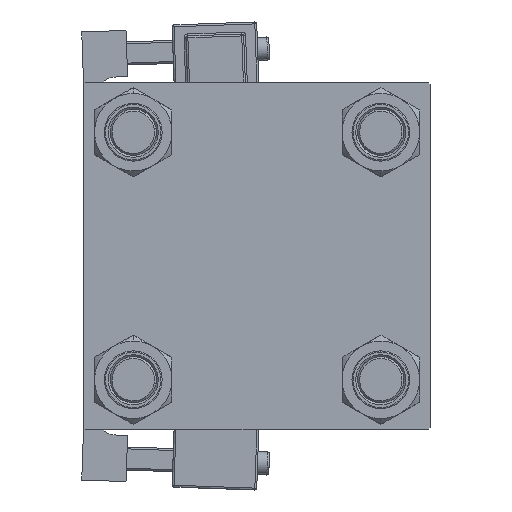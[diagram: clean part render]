
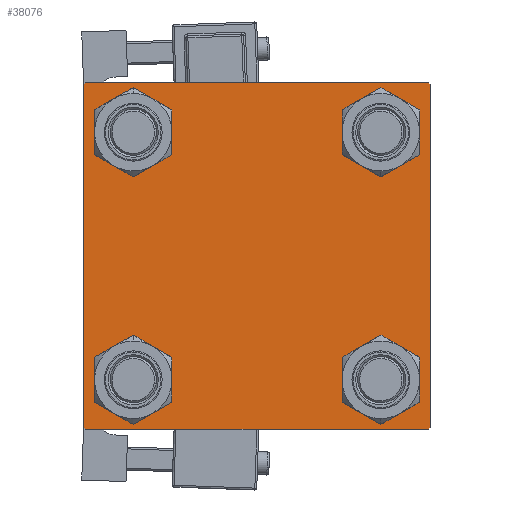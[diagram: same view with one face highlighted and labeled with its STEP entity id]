
A CAD part, left-side view. The second image highlights one B-rep face of the part: STEP entity #38076.
In plain terms, the highlighted planar face has unit normal (-1, 0, 0).
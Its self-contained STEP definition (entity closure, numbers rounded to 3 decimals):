
#572 = EDGE_CURVE ( 'NONE', #23356, #20914, #53142, .T. ) ;
#662 = VERTEX_POINT ( 'NONE', #49310 ) ;
#891 = CIRCLE ( 'NONE', #34981, 6.5 ) ;
#898 = CIRCLE ( 'NONE', #29733, 6.5 ) ;
#1047 = ORIENTED_EDGE ( 'NONE', *, *, #22690, .T. ) ;
#1526 = AXIS2_PLACEMENT_3D ( 'NONE', #16381, #33059, #33582 ) ;
#1785 = VERTEX_POINT ( 'NONE', #25492 ) ;
#1957 = AXIS2_PLACEMENT_3D ( 'NONE', #16482, #24428, #20327 ) ;
#2314 = CARTESIAN_POINT ( 'NONE',  ( 0., 45., 45. ) ) ;
#2557 = CARTESIAN_POINT ( 'NONE',  ( 0., 44.75, 44.75 ) ) ;
#2627 = CIRCLE ( 'NONE', #43677, 6.5 ) ;
#2743 = EDGE_CURVE ( 'NONE', #49474, #51552, #52960, .T. ) ;
#3481 = ORIENTED_EDGE ( 'NONE', *, *, #33856, .T. ) ;
#3784 = PLANE ( 'NONE',  #1526 ) ;
#4372 = VECTOR ( 'NONE', #15603, 1000. ) ;
#4406 = EDGE_LOOP ( 'NONE', ( #40944, #3481 ) ) ;
#4578 = ORIENTED_EDGE ( 'NONE', *, *, #29392, .T. ) ;
#4831 = DIRECTION ( 'NONE',  ( 1., 0., 0. ) ) ;
#4982 = EDGE_LOOP ( 'NONE', ( #26232, #13643 ) ) ;
#5141 = DIRECTION ( 'NONE',  ( 0., 0., 1. ) ) ;
#5432 = CARTESIAN_POINT ( 'NONE',  ( 0., 44.5, 45. ) ) ;
#6321 = ORIENTED_EDGE ( 'NONE', *, *, #44206, .T. ) ;
#6484 = CARTESIAN_POINT ( 'NONE',  ( 0., -44.5, 45. ) ) ;
#6917 = VERTEX_POINT ( 'NONE', #19690 ) ;
#7295 = ORIENTED_EDGE ( 'NONE', *, *, #48217, .T. ) ;
#7336 = CARTESIAN_POINT ( 'NONE',  ( 0., 32.15, 38.65 ) ) ;
#7869 = CARTESIAN_POINT ( 'NONE',  ( 0., -45., 45. ) ) ;
#7896 = FACE_BOUND ( 'NONE', #4406, .T. ) ;
#8093 = CIRCLE ( 'NONE', #15998, 6.5 ) ;
#8225 = CARTESIAN_POINT ( 'NONE',  ( 0., 32.15, 25.65 ) ) ;
#10361 = ORIENTED_EDGE ( 'NONE', *, *, #29103, .F. ) ;
#11285 = CARTESIAN_POINT ( 'NONE',  ( 0., 44.5, -45. ) ) ;
#12199 = ORIENTED_EDGE ( 'NONE', *, *, #17066, .T. ) ;
#12335 = DIRECTION ( 'NONE',  ( 1., 0., 0. ) ) ;
#13073 = CARTESIAN_POINT ( 'NONE',  ( 0., 32.15, -25.65 ) ) ;
#13643 = ORIENTED_EDGE ( 'NONE', *, *, #26210, .T. ) ;
#14212 = CARTESIAN_POINT ( 'NONE',  ( 0., 32.15, 32.15 ) ) ;
#14953 = AXIS2_PLACEMENT_3D ( 'NONE', #37849, #29658, #38107 ) ;
#15304 = LINE ( 'NONE', #31971, #49677 ) ;
#15603 = DIRECTION ( 'NONE',  ( 0., -0.707, 0.707 ) ) ;
#15733 = DIRECTION ( 'NONE',  ( 0., -0.707, -0.707 ) ) ;
#15998 = AXIS2_PLACEMENT_3D ( 'NONE', #34902, #4831, #17441 ) ;
#16381 = CARTESIAN_POINT ( 'NONE',  ( 0., 0., 0. ) ) ;
#16482 = CARTESIAN_POINT ( 'NONE',  ( 0., -32.15, -32.15 ) ) ;
#16653 = FACE_BOUND ( 'NONE', #17017, .T. ) ;
#17017 = EDGE_LOOP ( 'NONE', ( #7295, #6321 ) ) ;
#17066 = EDGE_CURVE ( 'NONE', #27732, #45087, #43869, .T. ) ;
#17441 = DIRECTION ( 'NONE',  ( 0., 0., 1. ) ) ;
#17562 = EDGE_CURVE ( 'NONE', #37170, #6917, #38997, .T. ) ;
#18246 = VERTEX_POINT ( 'NONE', #40260 ) ;
#18445 = LINE ( 'NONE', #2557, #49648 ) ;
#18746 = CARTESIAN_POINT ( 'NONE',  ( 0., -44.75, 44.75 ) ) ;
#19215 = VECTOR ( 'NONE', #21042, 1000. ) ;
#19690 = CARTESIAN_POINT ( 'NONE',  ( 0., 32.15, -38.65 ) ) ;
#19935 = VERTEX_POINT ( 'NONE', #37805 ) ;
#20327 = DIRECTION ( 'NONE',  ( 0., 0., 1. ) ) ;
#20914 = VERTEX_POINT ( 'NONE', #11285 ) ;
#21042 = DIRECTION ( 'NONE',  ( 0., -1., 0. ) ) ;
#21320 = VERTEX_POINT ( 'NONE', #5432 ) ;
#21446 = EDGE_CURVE ( 'NONE', #27732, #1785, #28928, .T. ) ;
#22690 = EDGE_CURVE ( 'NONE', #21320, #18246, #18445, .T. ) ;
#22816 = VERTEX_POINT ( 'NONE', #32640 ) ;
#23356 = VERTEX_POINT ( 'NONE', #33373 ) ;
#23555 = CARTESIAN_POINT ( 'NONE',  ( 0., 32.15, 32.15 ) ) ;
#23668 = DIRECTION ( 'NONE',  ( 0., -1., 0. ) ) ;
#24428 = DIRECTION ( 'NONE',  ( 1., 0., 0. ) ) ;
#24599 = FACE_OUTER_BOUND ( 'NONE', #42095, .T. ) ;
#24627 = ORIENTED_EDGE ( 'NONE', *, *, #25426, .T. ) ;
#24633 = ORIENTED_EDGE ( 'NONE', *, *, #44443, .T. ) ;
#25426 = EDGE_CURVE ( 'NONE', #20914, #662, #45365, .T. ) ;
#25492 = CARTESIAN_POINT ( 'NONE',  ( 0., -45., -44.5 ) ) ;
#25689 = CARTESIAN_POINT ( 'NONE',  ( 0., 45., -45. ) ) ;
#26210 = EDGE_CURVE ( 'NONE', #51552, #49474, #898, .T. ) ;
#26232 = ORIENTED_EDGE ( 'NONE', *, *, #2743, .T. ) ;
#26266 = CIRCLE ( 'NONE', #14953, 6.5 ) ;
#26523 = DIRECTION ( 'NONE',  ( 1., 0., 0. ) ) ;
#27091 = EDGE_CURVE ( 'NONE', #19935, #29060, #26266, .T. ) ;
#27459 = DIRECTION ( 'NONE',  ( 0., 0.707, -0.707 ) ) ;
#27732 = VERTEX_POINT ( 'NONE', #37149 ) ;
#28928 = LINE ( 'NONE', #7869, #53973 ) ;
#28931 = ORIENTED_EDGE ( 'NONE', *, *, #21446, .F. ) ;
#29060 = VERTEX_POINT ( 'NONE', #47677 ) ;
#29103 = EDGE_CURVE ( 'NONE', #21320, #45087, #43871, .T. ) ;
#29392 = EDGE_CURVE ( 'NONE', #662, #1785, #31999, .T. ) ;
#29515 = ORIENTED_EDGE ( 'NONE', *, *, #572, .T. ) ;
#29658 = DIRECTION ( 'NONE',  ( 1., 0., 0. ) ) ;
#29733 = AXIS2_PLACEMENT_3D ( 'NONE', #23555, #40470, #49463 ) ;
#30283 = AXIS2_PLACEMENT_3D ( 'NONE', #33874, #47224, #5141 ) ;
#30922 = DIRECTION ( 'NONE',  ( 0., 0., 1. ) ) ;
#31330 = ORIENTED_EDGE ( 'NONE', *, *, #17562, .T. ) ;
#31971 = CARTESIAN_POINT ( 'NONE',  ( 0., 45., 45. ) ) ;
#31999 = LINE ( 'NONE', #32544, #4372 ) ;
#32544 = CARTESIAN_POINT ( 'NONE',  ( 0., -44.75, -44.75 ) ) ;
#32640 = CARTESIAN_POINT ( 'NONE',  ( 0., -32.15, 38.65 ) ) ;
#33059 = DIRECTION ( 'NONE',  ( -1., 0., 0. ) ) ;
#33327 = FACE_BOUND ( 'NONE', #44043, .T. ) ;
#33373 = CARTESIAN_POINT ( 'NONE',  ( 0., 45., -44.5 ) ) ;
#33582 = DIRECTION ( 'NONE',  ( 0., 0., 1. ) ) ;
#33778 = AXIS2_PLACEMENT_3D ( 'NONE', #14212, #26523, #35801 ) ;
#33856 = EDGE_CURVE ( 'NONE', #29060, #19935, #36907, .T. ) ;
#33874 = CARTESIAN_POINT ( 'NONE',  ( 0., 32.15, -32.15 ) ) ;
#34482 = CARTESIAN_POINT ( 'NONE',  ( 0., -32.15, 32.15 ) ) ;
#34902 = CARTESIAN_POINT ( 'NONE',  ( 0., 32.15, -32.15 ) ) ;
#34981 = AXIS2_PLACEMENT_3D ( 'NONE', #34482, #51671, #30922 ) ;
#35801 = DIRECTION ( 'NONE',  ( 0., 0., 1. ) ) ;
#36907 = CIRCLE ( 'NONE', #1957, 6.5 ) ;
#37149 = CARTESIAN_POINT ( 'NONE',  ( 0., -45., 44.5 ) ) ;
#37170 = VERTEX_POINT ( 'NONE', #13073 ) ;
#37805 = CARTESIAN_POINT ( 'NONE',  ( 0., -32.15, -25.65 ) ) ;
#37849 = CARTESIAN_POINT ( 'NONE',  ( 0., -32.15, -32.15 ) ) ;
#38076 = ADVANCED_FACE ( 'NONE', ( #16653, #7896, #33327, #53790, #24599 ), #3784, .T. ) ;
#38107 = DIRECTION ( 'NONE',  ( 0., 0., 1. ) ) ;
#38997 = CIRCLE ( 'NONE', #30283, 6.5 ) ;
#39001 = VERTEX_POINT ( 'NONE', #44235 ) ;
#40260 = CARTESIAN_POINT ( 'NONE',  ( 0., 45., 44.5 ) ) ;
#40470 = DIRECTION ( 'NONE',  ( 1., 0., 0. ) ) ;
#40944 = ORIENTED_EDGE ( 'NONE', *, *, #27091, .T. ) ;
#42095 = EDGE_LOOP ( 'NONE', ( #24633, #29515, #24627, #4578, #28931, #12199, #10361, #1047 ) ) ;
#42426 = VECTOR ( 'NONE', #15733, 1000. ) ;
#43677 = AXIS2_PLACEMENT_3D ( 'NONE', #53847, #12335, #45652 ) ;
#43869 = LINE ( 'NONE', #18746, #52925 ) ;
#43871 = LINE ( 'NONE', #2314, #48908 ) ;
#43921 = ORIENTED_EDGE ( 'NONE', *, *, #52792, .T. ) ;
#44043 = EDGE_LOOP ( 'NONE', ( #31330, #43921 ) ) ;
#44206 = EDGE_CURVE ( 'NONE', #39001, #22816, #2627, .T. ) ;
#44235 = CARTESIAN_POINT ( 'NONE',  ( 0., -32.15, 25.65 ) ) ;
#44443 = EDGE_CURVE ( 'NONE', #18246, #23356, #15304, .T. ) ;
#45087 = VERTEX_POINT ( 'NONE', #6484 ) ;
#45365 = LINE ( 'NONE', #25689, #19215 ) ;
#45575 = DIRECTION ( 'NONE',  ( 0., 0., -1. ) ) ;
#45652 = DIRECTION ( 'NONE',  ( 0., 0., 1. ) ) ;
#47224 = DIRECTION ( 'NONE',  ( 1., 0., 0. ) ) ;
#47677 = CARTESIAN_POINT ( 'NONE',  ( 0., -32.15, -38.65 ) ) ;
#48217 = EDGE_CURVE ( 'NONE', #22816, #39001, #891, .T. ) ;
#48608 = DIRECTION ( 'NONE',  ( 0., 0., -1. ) ) ;
#48908 = VECTOR ( 'NONE', #23668, 1000. ) ;
#49310 = CARTESIAN_POINT ( 'NONE',  ( 0., -44.5, -45. ) ) ;
#49463 = DIRECTION ( 'NONE',  ( 0., 0., 1. ) ) ;
#49474 = VERTEX_POINT ( 'NONE', #7336 ) ;
#49648 = VECTOR ( 'NONE', #27459, 1000. ) ;
#49677 = VECTOR ( 'NONE', #48608, 1000. ) ;
#51552 = VERTEX_POINT ( 'NONE', #8225 ) ;
#51671 = DIRECTION ( 'NONE',  ( 1., 0., 0. ) ) ;
#52792 = EDGE_CURVE ( 'NONE', #6917, #37170, #8093, .T. ) ;
#52925 = VECTOR ( 'NONE', #53076, 1000. ) ;
#52960 = CIRCLE ( 'NONE', #33778, 6.5 ) ;
#53076 = DIRECTION ( 'NONE',  ( 0., 0.707, 0.707 ) ) ;
#53142 = LINE ( 'NONE', #53941, #42426 ) ;
#53790 = FACE_BOUND ( 'NONE', #4982, .T. ) ;
#53847 = CARTESIAN_POINT ( 'NONE',  ( 0., -32.15, 32.15 ) ) ;
#53941 = CARTESIAN_POINT ( 'NONE',  ( 0., 44.75, -44.75 ) ) ;
#53973 = VECTOR ( 'NONE', #45575, 1000. ) ;
